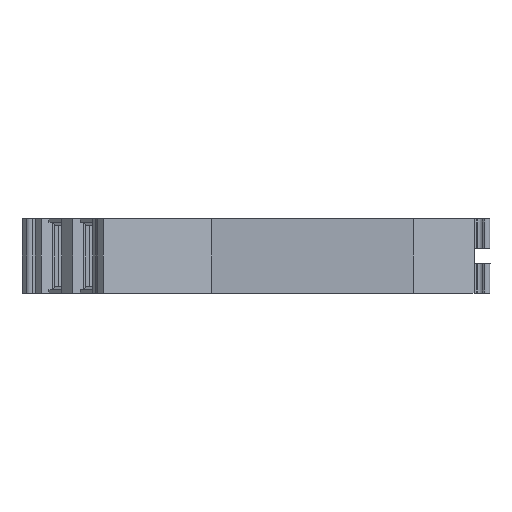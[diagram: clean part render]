
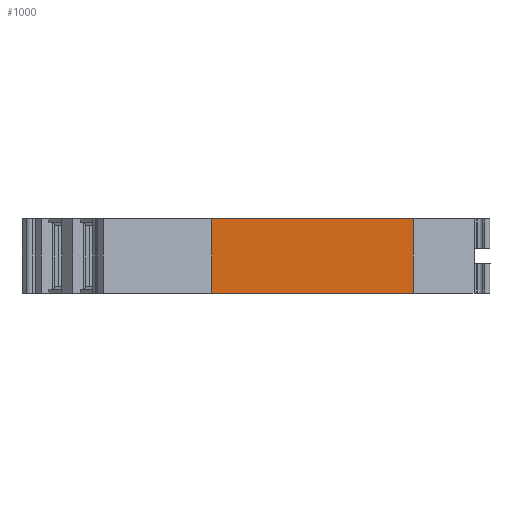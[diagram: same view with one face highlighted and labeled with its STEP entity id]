
A CAD part, left-side view. The second image highlights one B-rep face of the part: STEP entity #1000.
In plain terms, the highlighted planar face has unit normal (-1, 0, 0).
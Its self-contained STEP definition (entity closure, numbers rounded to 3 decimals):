
#471=LINE('',#5107,#837);
#473=LINE('',#5111,#839);
#475=LINE('',#5115,#841);
#476=LINE('',#5117,#842);
#837=VECTOR('',#4106,1.);
#839=VECTOR('',#4110,1.);
#841=VECTOR('',#4114,1.);
#842=VECTOR('',#4115,1.);
#1000=ADVANCED_FACE('',(#1268),#1127,.F.);
#1127=PLANE('',#3369);
#1268=FACE_OUTER_BOUND('',#1425,.T.);
#1425=EDGE_LOOP('',(#2117,#2118,#2119,#2120));
#2117=ORIENTED_EDGE('',*,*,#3053,.T.);
#2118=ORIENTED_EDGE('',*,*,#3054,.F.);
#2119=ORIENTED_EDGE('',*,*,#3051,.T.);
#2120=ORIENTED_EDGE('',*,*,#3049,.T.);
#2634=VERTEX_POINT('',#5106);
#2635=VERTEX_POINT('',#5108);
#2636=VERTEX_POINT('',#5112);
#2637=VERTEX_POINT('',#5116);
#3049=EDGE_CURVE('',#2635,#2634,#471,.T.);
#3051=EDGE_CURVE('',#2636,#2635,#473,.T.);
#3053=EDGE_CURVE('',#2634,#2637,#475,.T.);
#3054=EDGE_CURVE('',#2636,#2637,#476,.T.);
#3369=AXIS2_PLACEMENT_3D('',#5118,#4116,#4117);
#4106=DIRECTION('',(0.,-1.,0.));
#4110=DIRECTION('',(0.,0.,-1.));
#4114=DIRECTION('',(0.,0.,1.));
#4115=DIRECTION('',(0.,-1.,0.));
#4116=DIRECTION('',(1.,0.,0.));
#4117=DIRECTION('',(0.,1.,0.));
#5106=CARTESIAN_POINT('',(-5.58,12.928,-2.55));
#5107=CARTESIAN_POINT('',(-5.58,26.796,-2.55));
#5108=CARTESIAN_POINT('',(-5.58,26.796,-2.55));
#5111=CARTESIAN_POINT('',(-5.58,26.796,1.25));
#5112=CARTESIAN_POINT('',(-5.58,26.796,2.55));
#5115=CARTESIAN_POINT('',(-5.58,12.928,-0.45));
#5116=CARTESIAN_POINT('',(-5.58,12.928,2.55));
#5117=CARTESIAN_POINT('',(-5.58,26.796,2.55));
#5118=CARTESIAN_POINT('',(-5.58,26.796,1.25));
